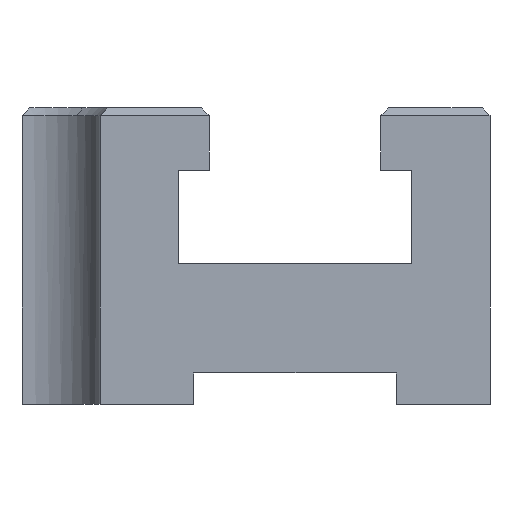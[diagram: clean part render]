
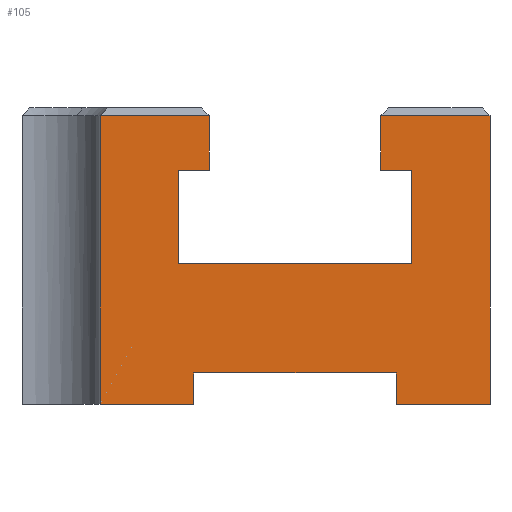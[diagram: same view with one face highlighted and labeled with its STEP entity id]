
A CAD part, left-side view. The second image highlights one B-rep face of the part: STEP entity #105.
In plain terms, the highlighted planar face has unit normal (-1, 0, 0).
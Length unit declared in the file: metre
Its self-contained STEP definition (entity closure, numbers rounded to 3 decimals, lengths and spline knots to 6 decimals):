
#105=ADVANCED_FACE('5:1841',(#211),#212,.T.);
#211=FACE_OUTER_BOUND('',#379,.T.);
#212=PLANE('',#380);
#379=EDGE_LOOP('',(#670,#671,#672,#673,#674,#675,#676,#677,#678,#679,#680,#681,#682,#683,#684,#685));
#380=AXIS2_PLACEMENT_3D('',#686,#687,#688);
#670=ORIENTED_EDGE('',*,*,#1216,.F.);
#671=ORIENTED_EDGE('',*,*,#1222,.F.);
#672=ORIENTED_EDGE('',*,*,#1223,.F.);
#673=ORIENTED_EDGE('',*,*,#1224,.F.);
#674=ORIENTED_EDGE('',*,*,#1225,.F.);
#675=ORIENTED_EDGE('',*,*,#1226,.F.);
#676=ORIENTED_EDGE('',*,*,#1227,.F.);
#677=ORIENTED_EDGE('',*,*,#1228,.F.);
#678=ORIENTED_EDGE('',*,*,#1229,.F.);
#679=ORIENTED_EDGE('',*,*,#1230,.F.);
#680=ORIENTED_EDGE('',*,*,#1231,.F.);
#681=ORIENTED_EDGE('',*,*,#1232,.F.);
#682=ORIENTED_EDGE('',*,*,#1233,.F.);
#683=ORIENTED_EDGE('',*,*,#1234,.F.);
#684=ORIENTED_EDGE('',*,*,#1235,.F.);
#685=ORIENTED_EDGE('',*,*,#1209,.T.);
#686=CARTESIAN_POINT('',(-0.025,0.0125,0.0));
#687=DIRECTION('',(-1.0,0.,0.0));
#688=DIRECTION('',(0.,-1.0,-0.0));
#1209=EDGE_CURVE('0:11589',#1478,#1476,#1479,.F.);
#1216=EDGE_CURVE('44:7295',#1486,#1476,#1491,.T.);
#1222=EDGE_CURVE('3:7019',#1498,#1486,#1499,.T.);
#1223=EDGE_CURVE('3:7016',#1500,#1498,#1501,.T.);
#1224=EDGE_CURVE('3:7013',#1502,#1500,#1503,.T.);
#1225=EDGE_CURVE('3:7010',#1504,#1502,#1505,.T.);
#1226=EDGE_CURVE('3:7007',#1506,#1504,#1507,.T.);
#1227=EDGE_CURVE('3:7004',#1508,#1506,#1509,.T.);
#1228=EDGE_CURVE('3:7001',#1510,#1508,#1511,.T.);
#1229=EDGE_CURVE('44:3449',#1512,#1510,#1513,.T.);
#1230=EDGE_CURVE('0:11583',#1514,#1512,#1515,.T.);
#1231=EDGE_CURVE('5:1860',#1516,#1514,#1517,.F.);
#1232=EDGE_CURVE('5:1853',#1518,#1516,#1519,.T.);
#1233=EDGE_CURVE('5:1850',#1520,#1518,#1521,.T.);
#1234=EDGE_CURVE('5:1847',#1522,#1520,#1523,.T.);
#1235=EDGE_CURVE('5:1857',#1478,#1522,#1524,.F.);
#1476=VERTEX_POINT('',#1858);
#1478=VERTEX_POINT('',#1861);
#1479=LINE('',#1862,#1863);
#1486=VERTEX_POINT('',#1873);
#1491=LINE('',#1881,#1882);
#1498=VERTEX_POINT('',#1894);
#1499=LINE('',#1895,#1896);
#1500=VERTEX_POINT('',#1897);
#1501=LINE('',#1898,#1899);
#1502=VERTEX_POINT('',#1900);
#1503=LINE('',#1901,#1902);
#1504=VERTEX_POINT('',#1903);
#1505=LINE('',#1904,#1905);
#1506=VERTEX_POINT('',#1906);
#1507=LINE('',#1907,#1908);
#1508=VERTEX_POINT('',#1909);
#1509=LINE('',#1910,#1911);
#1510=VERTEX_POINT('',#1912);
#1511=LINE('',#1913,#1914);
#1512=VERTEX_POINT('',#1915);
#1513=LINE('',#1916,#1917);
#1514=VERTEX_POINT('',#1918);
#1515=LINE('',#1919,#1920);
#1516=VERTEX_POINT('',#1921);
#1517=LINE('',#1922,#1923);
#1518=VERTEX_POINT('',#1924);
#1519=LINE('',#1925,#1926);
#1520=VERTEX_POINT('',#1927);
#1521=LINE('',#1928,#1929);
#1522=VERTEX_POINT('',#1930);
#1523=LINE('',#1931,#1932);
#1524=LINE('',#1933,#1934);
#1858=CARTESIAN_POINT('',(-0.025,0.,0.0185));
#1861=CARTESIAN_POINT('',(-0.025,0.,0.0));
#1862=CARTESIAN_POINT('',(-0.025,0.,0.0));
#1863=VECTOR('',#2277,1.0);
#1873=CARTESIAN_POINT('',(-0.025,0.007,0.0185));
#1881=CARTESIAN_POINT('',(-0.025,0.00625,0.0185));
#1882=VECTOR('',#2284,1.0);
#1894=CARTESIAN_POINT('',(-0.025,0.007,0.015));
#1895=CARTESIAN_POINT('',(-0.025,0.007,0.015));
#1896=VECTOR('',#2290,1.0);
#1897=CARTESIAN_POINT('',(-0.025,0.005,0.015));
#1898=CARTESIAN_POINT('',(-0.025,0.005,0.015));
#1899=VECTOR('',#2291,1.0);
#1900=CARTESIAN_POINT('',(-0.025,0.005,0.009));
#1901=CARTESIAN_POINT('',(-0.025,0.005,0.009));
#1902=VECTOR('',#2292,1.0);
#1903=CARTESIAN_POINT('',(-0.025,0.02,0.009));
#1904=CARTESIAN_POINT('',(-0.025,0.02,0.009));
#1905=VECTOR('',#2293,1.0);
#1906=CARTESIAN_POINT('',(-0.025,0.02,0.015));
#1907=CARTESIAN_POINT('',(-0.025,0.02,0.015));
#1908=VECTOR('',#2294,1.0);
#1909=CARTESIAN_POINT('',(-0.025,0.018,0.015));
#1910=CARTESIAN_POINT('',(-0.025,0.018,0.015));
#1911=VECTOR('',#2295,1.0);
#1912=CARTESIAN_POINT('',(-0.025,0.018,0.0185));
#1913=CARTESIAN_POINT('',(-0.025,0.018,0.019));
#1914=VECTOR('',#2296,1.0);
#1915=CARTESIAN_POINT('',(-0.025,0.025,0.0185));
#1916=CARTESIAN_POINT('',(-0.025,0.00625,0.0185));
#1917=VECTOR('',#2297,1.0);
#1918=CARTESIAN_POINT('',(-0.025,0.025,0.0));
#1919=CARTESIAN_POINT('',(-0.025,0.025,0.0));
#1920=VECTOR('',#2298,1.0);
#1921=CARTESIAN_POINT('',(-0.025,0.019,0.0));
#1922=CARTESIAN_POINT('',(-0.025,0.00625,0.0));
#1923=VECTOR('',#2299,1.0);
#1924=CARTESIAN_POINT('',(-0.025,0.019,0.002));
#1925=CARTESIAN_POINT('',(-0.025,0.019,0.002));
#1926=VECTOR('',#2300,1.0);
#1927=CARTESIAN_POINT('',(-0.025,0.006,0.002));
#1928=CARTESIAN_POINT('',(-0.025,0.0125,0.002));
#1929=VECTOR('',#2301,1.0);
#1930=CARTESIAN_POINT('',(-0.025,0.006,0.0));
#1931=CARTESIAN_POINT('',(-0.025,0.006,0.0));
#1932=VECTOR('',#2302,1.0);
#1933=CARTESIAN_POINT('',(-0.025,0.00625,0.0));
#1934=VECTOR('',#2303,1.0);
#2277=DIRECTION('',(0.0,-0.0,-1.0));
#2284=DIRECTION('',(0.,-1.0,0.0));
#2290=DIRECTION('',(0.0,0.0,1.0));
#2291=DIRECTION('',(0.0,1.0,0.));
#2292=DIRECTION('',(0.0,0.0,1.0));
#2293=DIRECTION('',(0.,-1.0,0.));
#2294=DIRECTION('',(0.0,0.0,-1.0));
#2295=DIRECTION('',(0.0,1.0,0.0));
#2296=DIRECTION('',(0.0,0.0,-1.0));
#2297=DIRECTION('',(0.,-1.0,0.0));
#2298=DIRECTION('',(0.0,0.0,1.0));
#2299=DIRECTION('',(0.,-1.0,0.0));
#2300=DIRECTION('',(0.0,0.,-1.0));
#2301=DIRECTION('',(0.,1.0,0.));
#2302=DIRECTION('',(0.,0.0,1.0));
#2303=DIRECTION('',(0.,-1.0,0.0));
